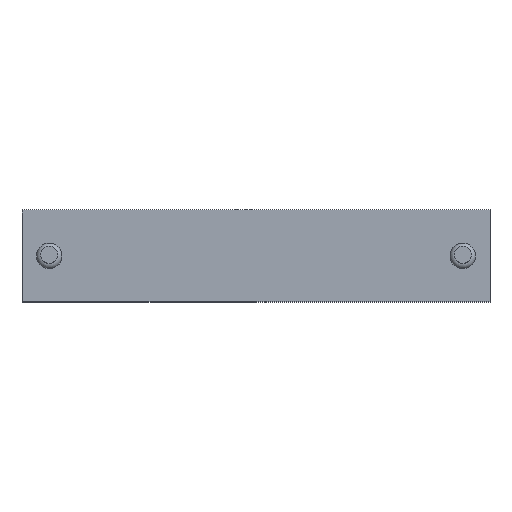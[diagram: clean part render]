
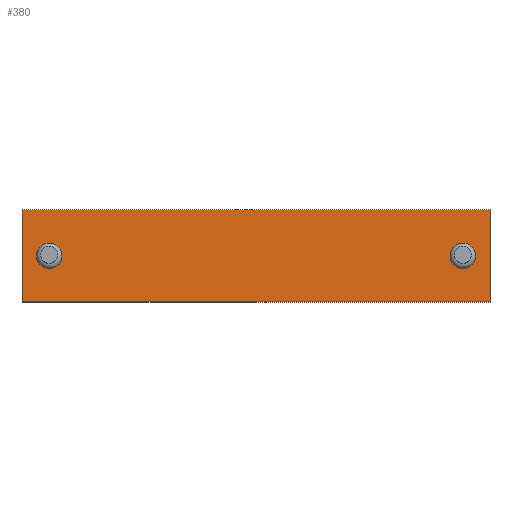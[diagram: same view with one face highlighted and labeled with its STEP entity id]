
A CAD part, top view. The second image highlights one B-rep face of the part: STEP entity #380.
In plain terms, the highlighted planar face has unit normal (0, 0, 1).
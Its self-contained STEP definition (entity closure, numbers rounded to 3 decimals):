
#30=CIRCLE('',#423,7.5);
#31=CIRCLE('',#424,7.5);
#84=ORIENTED_EDGE('',*,*,#156,.F.);
#85=ORIENTED_EDGE('',*,*,#157,.F.);
#86=ORIENTED_EDGE('',*,*,#146,.T.);
#87=ORIENTED_EDGE('',*,*,#150,.T.);
#88=ORIENTED_EDGE('',*,*,#153,.T.);
#89=ORIENTED_EDGE('',*,*,#155,.T.);
#146=EDGE_CURVE('',#185,#184,#222,.T.);
#150=EDGE_CURVE('',#184,#187,#226,.T.);
#153=EDGE_CURVE('',#187,#189,#229,.T.);
#155=EDGE_CURVE('',#189,#185,#231,.T.);
#156=EDGE_CURVE('',#190,#190,#30,.T.);
#157=EDGE_CURVE('',#191,#191,#31,.T.);
#184=VERTEX_POINT('',#611);
#185=VERTEX_POINT('',#613);
#187=VERTEX_POINT('',#619);
#189=VERTEX_POINT('',#625);
#190=VERTEX_POINT('',#632);
#191=VERTEX_POINT('',#634);
#222=LINE('',#612,#246);
#226=LINE('',#620,#250);
#229=LINE('',#626,#253);
#231=LINE('',#629,#255);
#246=VECTOR('',#488,1000.);
#250=VECTOR('',#494,1000.);
#253=VECTOR('',#499,1000.);
#255=VECTOR('',#503,1000.);
#265=EDGE_LOOP('',(#84));
#266=EDGE_LOOP('',(#85));
#267=EDGE_LOOP('',(#86,#87,#88,#89));
#313=FACE_BOUND('',#265,.T.);
#314=FACE_BOUND('',#266,.T.);
#315=FACE_BOUND('',#267,.T.);
#361=PLANE('',#422);
#380=ADVANCED_FACE('',(#313,#314,#315),#361,.T.);
#422=AXIS2_PLACEMENT_3D('',#630,#504,#505);
#423=AXIS2_PLACEMENT_3D('',#631,#506,#507);
#424=AXIS2_PLACEMENT_3D('',#633,#508,#509);
#488=DIRECTION('',(0.,1.,0.));
#494=DIRECTION('',(-1.,0.,0.));
#499=DIRECTION('',(0.,-1.,0.));
#503=DIRECTION('',(1.,0.,0.));
#504=DIRECTION('',(0.,0.,1.));
#505=DIRECTION('',(1.,0.,0.));
#506=DIRECTION('',(0.,0.,1.));
#507=DIRECTION('',(1.,0.,0.));
#508=DIRECTION('',(0.,0.,1.));
#509=DIRECTION('',(1.,0.,0.));
#611=CARTESIAN_POINT('',(137.5,34.25,128.));
#612=CARTESIAN_POINT('',(137.5,-19.75,128.));
#613=CARTESIAN_POINT('',(137.5,-19.75,128.));
#619=CARTESIAN_POINT('',(-137.5,34.25,128.));
#620=CARTESIAN_POINT('',(137.5,34.25,128.));
#625=CARTESIAN_POINT('',(-137.5,-19.75,128.));
#626=CARTESIAN_POINT('',(-137.5,34.25,128.));
#629=CARTESIAN_POINT('',(-137.5,-19.75,128.));
#630=CARTESIAN_POINT('',(0.,0.,128.));
#631=CARTESIAN_POINT('',(-121.5,7.25,128.));
#632=CARTESIAN_POINT('',(-114.,7.25,128.));
#633=CARTESIAN_POINT('',(121.5,7.25,128.));
#634=CARTESIAN_POINT('',(129.,7.25,128.));
